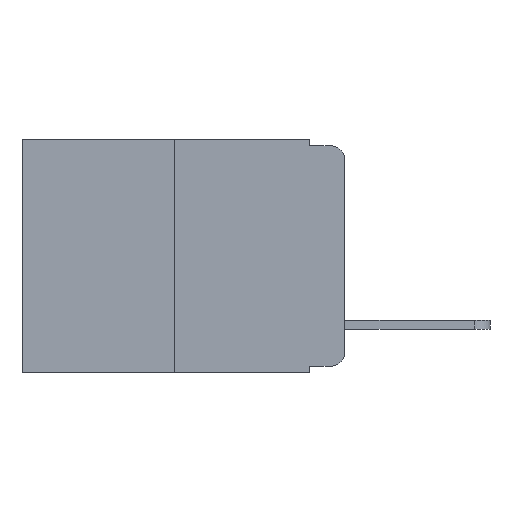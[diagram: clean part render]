
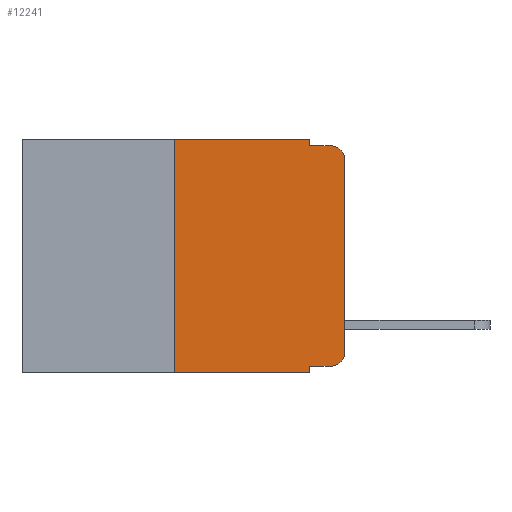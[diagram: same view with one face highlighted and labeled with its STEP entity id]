
A CAD part, left-side view. The second image highlights one B-rep face of the part: STEP entity #12241.
In plain terms, the highlighted planar face has unit normal (-1, 0, 0).
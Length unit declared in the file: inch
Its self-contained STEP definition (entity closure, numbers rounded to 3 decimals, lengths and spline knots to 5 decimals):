
#56 = ORIENTED_EDGE ( 'NONE', *, *, #8012, .T. ) ;
#192 = VECTOR ( 'NONE', #12929, 39.37008 ) ;
#398 = VECTOR ( 'NONE', #11211, 39.37008 ) ;
#464 = VERTEX_POINT ( 'NONE', #10296 ) ;
#658 = DIRECTION ( 'NONE',  ( 0., 0., -1. ) ) ;
#761 = VERTEX_POINT ( 'NONE', #10791 ) ;
#803 = CARTESIAN_POINT ( 'NONE',  ( 0., 0.473, 0. ) ) ;
#1122 = VERTEX_POINT ( 'NONE', #5564 ) ;
#1312 = LINE ( 'NONE', #7359, #6902 ) ;
#1376 = VERTEX_POINT ( 'NONE', #8579 ) ;
#1598 = VERTEX_POINT ( 'NONE', #4557 ) ;
#2943 = CARTESIAN_POINT ( 'NONE',  ( 0., 0.051, -0.333 ) ) ;
#3228 = DIRECTION ( 'NONE',  ( 0., 0., -1. ) ) ;
#3302 = VECTOR ( 'NONE', #11198, 39.37008 ) ;
#3338 = CARTESIAN_POINT ( 'NONE',  ( 0., 0.25, 0. ) ) ;
#3561 = EDGE_LOOP ( 'NONE', ( #11723, #10882, #11393, #11449, #13035, #13218, #12400, #10227, #11998, #56 ) ) ;
#3649 = LINE ( 'NONE', #5856, #13515 ) ;
#3798 = DIRECTION ( 'NONE',  ( 0., 0., -1. ) ) ;
#4102 = AXIS2_PLACEMENT_3D ( 'NONE', #5943, #7990, #8325 ) ;
#4377 = AXIS2_PLACEMENT_3D ( 'NONE', #5445, #5416, #7137 ) ;
#4557 = CARTESIAN_POINT ( 'NONE',  ( 0., 0., -0.03 ) ) ;
#4742 = VERTEX_POINT ( 'NONE', #9083 ) ;
#4875 = VERTEX_POINT ( 'NONE', #9767 ) ;
#5392 = CARTESIAN_POINT ( 'NONE',  ( 0., 0.051, -0.333 ) ) ;
#5397 = VERTEX_POINT ( 'NONE', #11819 ) ;
#5416 = DIRECTION ( 'NONE',  ( -1., 0., 0. ) ) ;
#5445 = CARTESIAN_POINT ( 'NONE',  ( 0., 0.02, -0.313 ) ) ;
#5564 = CARTESIAN_POINT ( 'NONE',  ( 0., 0.02, -0.333 ) ) ;
#5856 = CARTESIAN_POINT ( 'NONE',  ( 0., 0.051, 0. ) ) ;
#5873 = VECTOR ( 'NONE', #3798, 39.37008 ) ;
#5884 = EDGE_CURVE ( 'NONE', #464, #761, #6793, .T. ) ;
#5943 = CARTESIAN_POINT ( 'NONE',  ( 0., 0.02, -0.03 ) ) ;
#5994 = CARTESIAN_POINT ( 'NONE',  ( 0., 0.051, -0.01 ) ) ;
#6212 = LINE ( 'NONE', #12523, #5873 ) ;
#6659 = DIRECTION ( 'NONE',  ( 1., 0., 0. ) ) ;
#6793 = LINE ( 'NONE', #12216, #11758 ) ;
#6902 = VECTOR ( 'NONE', #10812, 39.37008 ) ;
#7137 = DIRECTION ( 'NONE',  ( 0., 0., -1. ) ) ;
#7147 = EDGE_CURVE ( 'NONE', #12722, #5397, #8983, .T. ) ;
#7359 = CARTESIAN_POINT ( 'NONE',  ( 0., 0., 0. ) ) ;
#7896 = EDGE_CURVE ( 'NONE', #4742, #1598, #1312, .T. ) ;
#7913 = EDGE_CURVE ( 'NONE', #1598, #1376, #11864, .T. ) ;
#7957 = EDGE_CURVE ( 'NONE', #4875, #1376, #9735, .T. ) ;
#7971 = EDGE_CURVE ( 'NONE', #761, #4875, #3649, .T. ) ;
#7974 = EDGE_CURVE ( 'NONE', #12722, #464, #11586, .T. ) ;
#7989 = EDGE_CURVE ( 'NONE', #9819, #5397, #6212, .T. ) ;
#7990 = DIRECTION ( 'NONE',  ( -1., 0., 0. ) ) ;
#7991 = EDGE_CURVE ( 'NONE', #9819, #1122, #11298, .T. ) ;
#8012 = EDGE_CURVE ( 'NONE', #1122, #4742, #8803, .T. ) ;
#8325 = DIRECTION ( 'NONE',  ( 0., 0., -1. ) ) ;
#8579 = CARTESIAN_POINT ( 'NONE',  ( 0., 0.02, -0.01 ) ) ;
#8803 = CIRCLE ( 'NONE', #4377, 0.02 ) ;
#8983 = LINE ( 'NONE', #12962, #192 ) ;
#9083 = CARTESIAN_POINT ( 'NONE',  ( 0., 0., -0.313 ) ) ;
#9735 = LINE ( 'NONE', #5994, #398 ) ;
#9767 = CARTESIAN_POINT ( 'NONE',  ( 0., 0.051, -0.01 ) ) ;
#9819 = VERTEX_POINT ( 'NONE', #5392 ) ;
#10227 = ORIENTED_EDGE ( 'NONE', *, *, #7989, .F. ) ;
#10296 = CARTESIAN_POINT ( 'NONE',  ( 0., 0.25, 0. ) ) ;
#10791 = CARTESIAN_POINT ( 'NONE',  ( 0., 0.051, 0. ) ) ;
#10812 = DIRECTION ( 'NONE',  ( 0., 0., 1. ) ) ;
#10882 = ORIENTED_EDGE ( 'NONE', *, *, #7913, .T. ) ;
#10936 = DIRECTION ( 'NONE',  ( 0., -1., 0. ) ) ;
#11198 = DIRECTION ( 'NONE',  ( 0., 0., 1. ) ) ;
#11211 = DIRECTION ( 'NONE',  ( 0., -1., 0. ) ) ;
#11298 = LINE ( 'NONE', #2943, #13286 ) ;
#11393 = ORIENTED_EDGE ( 'NONE', *, *, #7957, .F. ) ;
#11449 = ORIENTED_EDGE ( 'NONE', *, *, #7971, .F. ) ;
#11586 = LINE ( 'NONE', #3338, #3302 ) ;
#11723 = ORIENTED_EDGE ( 'NONE', *, *, #7896, .T. ) ;
#11758 = VECTOR ( 'NONE', #11996, 39.37008 ) ;
#11819 = CARTESIAN_POINT ( 'NONE',  ( 0., 0.051, -0.343 ) ) ;
#11864 = CIRCLE ( 'NONE', #4102, 0.02 ) ;
#11996 = DIRECTION ( 'NONE',  ( 0., -1., 0. ) ) ;
#11998 = ORIENTED_EDGE ( 'NONE', *, *, #7991, .T. ) ;
#12216 = CARTESIAN_POINT ( 'NONE',  ( 0., 0.473, 0. ) ) ;
#12241 = ADVANCED_FACE ( 'NONE', ( #12981 ), #13484, .F. ) ;
#12400 = ORIENTED_EDGE ( 'NONE', *, *, #7147, .T. ) ;
#12511 = AXIS2_PLACEMENT_3D ( 'NONE', #803, #6659, #658 ) ;
#12523 = CARTESIAN_POINT ( 'NONE',  ( 0., 0.051, 0. ) ) ;
#12713 = CARTESIAN_POINT ( 'NONE',  ( 0., 0.25, -0.343 ) ) ;
#12722 = VERTEX_POINT ( 'NONE', #12713 ) ;
#12929 = DIRECTION ( 'NONE',  ( 0., -1., 0. ) ) ;
#12962 = CARTESIAN_POINT ( 'NONE',  ( 0., 0.473, -0.343 ) ) ;
#12981 = FACE_OUTER_BOUND ( 'NONE', #3561, .T. ) ;
#13035 = ORIENTED_EDGE ( 'NONE', *, *, #5884, .F. ) ;
#13218 = ORIENTED_EDGE ( 'NONE', *, *, #7974, .F. ) ;
#13286 = VECTOR ( 'NONE', #10936, 39.37008 ) ;
#13484 = PLANE ( 'NONE',  #12511 ) ;
#13515 = VECTOR ( 'NONE', #3228, 39.37008 ) ;
